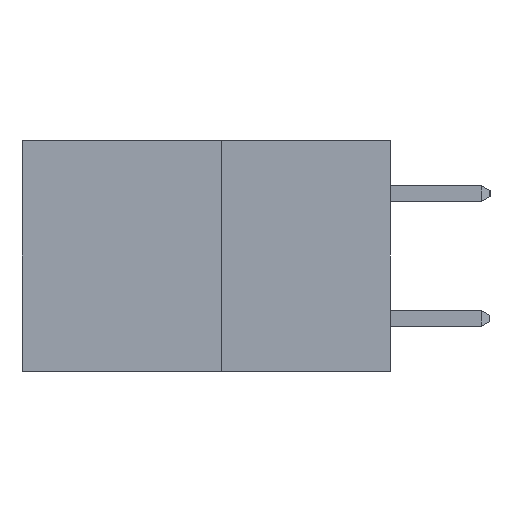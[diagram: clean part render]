
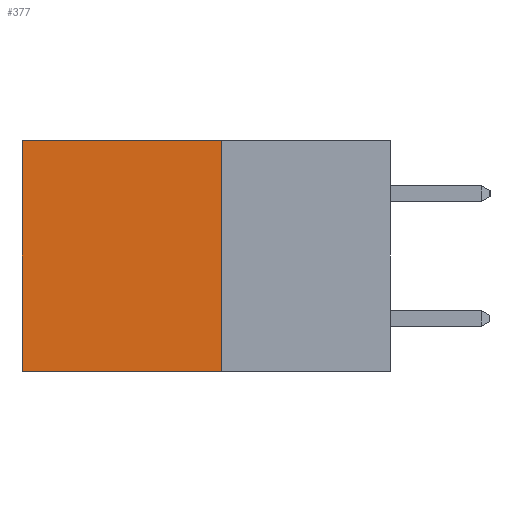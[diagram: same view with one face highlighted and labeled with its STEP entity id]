
A CAD part, left-side view. The second image highlights one B-rep face of the part: STEP entity #377.
In plain terms, the highlighted planar face has unit normal (-1, 0, 0).
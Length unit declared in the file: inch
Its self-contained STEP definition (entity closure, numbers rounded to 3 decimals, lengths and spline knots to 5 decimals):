
#6 = VERTEX_POINT ( 'NONE', #7495 ) ;
#377 = ADVANCED_FACE ( 'NONE', ( #9538 ), #12262, .F. ) ;
#1733 = CARTESIAN_POINT ( 'NONE',  ( 0.277, 0.59, -0.37 ) ) ;
#1766 = CARTESIAN_POINT ( 'NONE',  ( 0.277, 0.27, -0.37 ) ) ;
#1812 = LINE ( 'NONE', #5983, #3566 ) ;
#2275 = VERTEX_POINT ( 'NONE', #3510 ) ;
#2461 = LINE ( 'NONE', #1733, #9990 ) ;
#2500 = EDGE_CURVE ( 'NONE', #10352, #3990, #5483, .T. ) ;
#3161 = DIRECTION ( 'NONE',  ( 0., 1., 0. ) ) ;
#3214 = EDGE_CURVE ( 'NONE', #6, #2275, #12123, .T. ) ;
#3510 = CARTESIAN_POINT ( 'NONE',  ( 0.277, 0.59, 0. ) ) ;
#3566 = VECTOR ( 'NONE', #8047, 39.37008 ) ;
#3990 = VERTEX_POINT ( 'NONE', #12667 ) ;
#4555 = AXIS2_PLACEMENT_3D ( 'NONE', #12000, #12506, #4605 ) ;
#4605 = DIRECTION ( 'NONE',  ( 0., 0., -1. ) ) ;
#5483 = LINE ( 'NONE', #7123, #10580 ) ;
#5983 = CARTESIAN_POINT ( 'NONE',  ( 0.277, 0.27, -0.37 ) ) ;
#6053 = ORIENTED_EDGE ( 'NONE', *, *, #12947, .T. ) ;
#6801 = VECTOR ( 'NONE', #3161, 39.37008 ) ;
#6813 = DIRECTION ( 'NONE',  ( 0., 0., -1. ) ) ;
#7064 = DIRECTION ( 'NONE',  ( 0., 1., 0. ) ) ;
#7123 = CARTESIAN_POINT ( 'NONE',  ( 0.277, 0.27, -0.37 ) ) ;
#7495 = CARTESIAN_POINT ( 'NONE',  ( 0.277, 0.27, 0. ) ) ;
#8047 = DIRECTION ( 'NONE',  ( 0., 0., -1. ) ) ;
#8055 = ORIENTED_EDGE ( 'NONE', *, *, #2500, .F. ) ;
#8415 = ORIENTED_EDGE ( 'NONE', *, *, #10433, .F. ) ;
#9296 = CARTESIAN_POINT ( 'NONE',  ( 0.277, 0.27, 0. ) ) ;
#9538 = FACE_OUTER_BOUND ( 'NONE', #10031, .T. ) ;
#9965 = ORIENTED_EDGE ( 'NONE', *, *, #3214, .T. ) ;
#9990 = VECTOR ( 'NONE', #6813, 39.37008 ) ;
#10031 = EDGE_LOOP ( 'NONE', ( #6053, #8055, #8415, #9965 ) ) ;
#10352 = VERTEX_POINT ( 'NONE', #1766 ) ;
#10433 = EDGE_CURVE ( 'NONE', #6, #10352, #1812, .T. ) ;
#10580 = VECTOR ( 'NONE', #7064, 39.37008 ) ;
#12000 = CARTESIAN_POINT ( 'NONE',  ( 0.277, 0.27, -0.37 ) ) ;
#12123 = LINE ( 'NONE', #9296, #6801 ) ;
#12262 = PLANE ( 'NONE',  #4555 ) ;
#12506 = DIRECTION ( 'NONE',  ( 1., 0., 0. ) ) ;
#12667 = CARTESIAN_POINT ( 'NONE',  ( 0.277, 0.59, -0.37 ) ) ;
#12947 = EDGE_CURVE ( 'NONE', #2275, #3990, #2461, .T. ) ;
